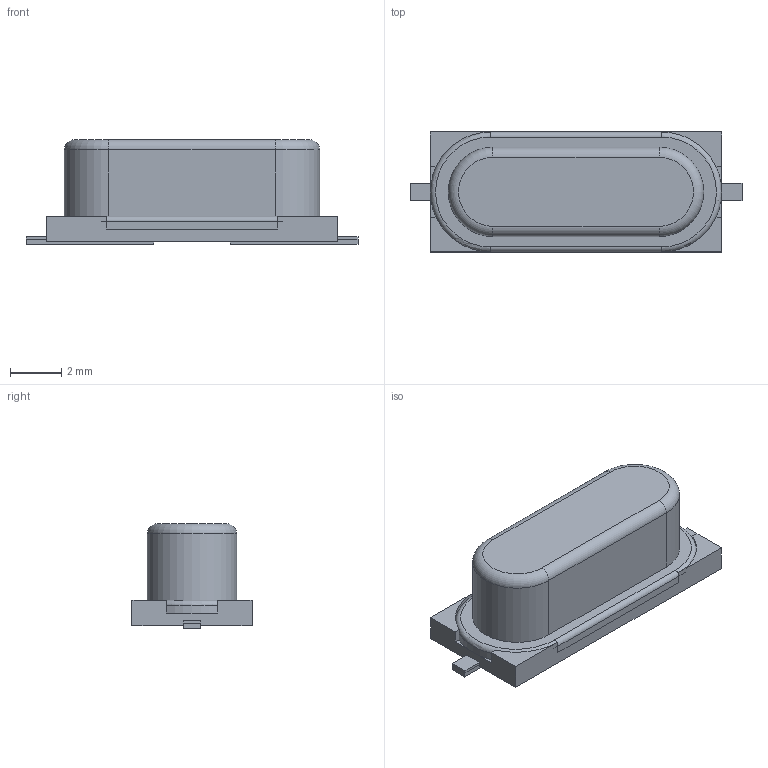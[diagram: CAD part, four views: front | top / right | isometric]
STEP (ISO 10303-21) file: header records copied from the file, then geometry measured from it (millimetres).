
FILE_DESCRIPTION(('FreeCAD Model'),'2;1');
FILE_NAME('Open CASCADE Shape Model','2022-03-14T16:06:55',('Author'),( ''),'Open CASCADE STEP processor 7.5','FreeCAD','Unknown');
FILE_SCHEMA(('AUTOMOTIVE_DESIGN { 1 0 10303 214 1 1 1 1 }'));
Length unit declared in the file: millimetre
Products named in the file (1): HC-49/SM
Bounding box: 13 x 4.7 x 4.1 mm (x, y, z)
Volume: 150.4 mm3; surface area: 214.6 mm2
Topology: 1 solids, 1 shells, 57 faces, 144 edges, 90 vertices
Faces by surface type: plane 41, cylinder 12, torus 4
Entity records: 3958 total; most frequent: CARTESIAN_POINT 663, DIRECTION 535, LINE 353, VECTOR 353, ORIENTED_EDGE 288, PCURVE 288, DEFINITIONAL_REPRESENTATION 288, EDGE_CURVE 144
